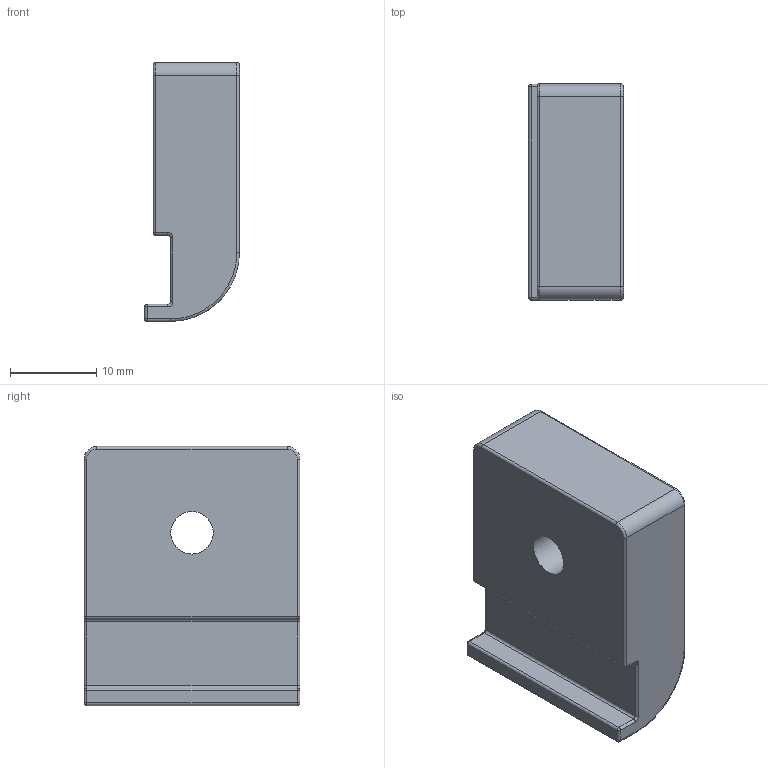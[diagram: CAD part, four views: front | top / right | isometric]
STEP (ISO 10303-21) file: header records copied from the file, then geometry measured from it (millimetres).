
FILE_DESCRIPTION(/* description */ (''),/* implementation_level */ '2;1');
FILE_NAME(/* name */ '623025.stp',/* time_stamp */ '2014-03-13T20:29:32+01:00',/* author */ ('jank'),/* organization */ ('Alutec K&K'),/* preprocessor_version */ 'ST-DEVELOPER v15.2',/* originating_system */ 'Autodesk Inventor 2014',/* authorisation */ '');
FILE_SCHEMA (('AUTOMOTIVE_DESIGN { 1 0 10303 214 3 1 1 }'));
Length unit declared in the file: millimetre
Products named in the file (1): 623025
Bounding box: 11 x 25 x 30 mm (x, y, z)
Volume: 6602.9 mm3; surface area: 2669.5 mm2
Topology: 1 solids, 1 shells, 51 faces, 116 edges, 61 vertices
Faces by surface type: cylinder 25, torus 10, plane 10, sphere 6
Full cylindrical faces by diameter (mm): 4.917 x1
Entity records: 1386 total; most frequent: DIRECTION 272, CARTESIAN_POINT 220, ORIENTED_EDGE 216, AXIS2_PLACEMENT_3D 112, EDGE_CURVE 108, CIRCLE 60, VERTEX_POINT 60, EDGE_LOOP 54
